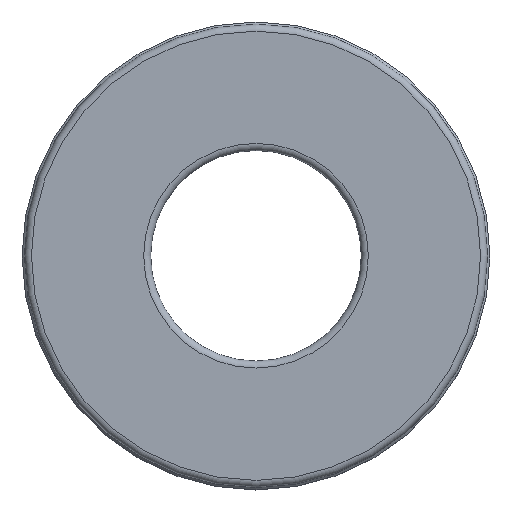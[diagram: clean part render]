
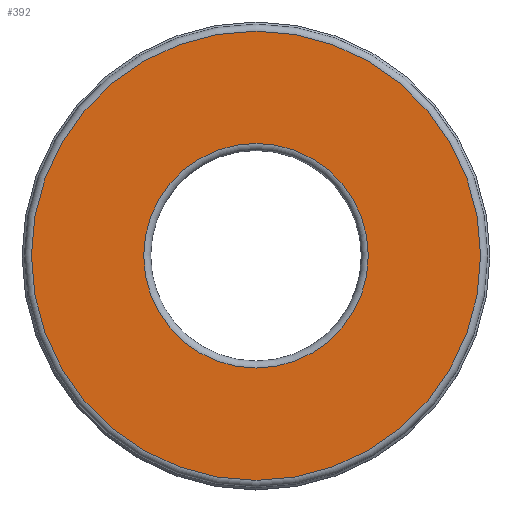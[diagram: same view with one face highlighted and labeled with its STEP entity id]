
A CAD part, top view. The second image highlights one B-rep face of the part: STEP entity #392.
In plain terms, the highlighted planar face has unit normal (0, 0, 1).
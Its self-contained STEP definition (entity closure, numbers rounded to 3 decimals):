
#50=FACE_BOUND('',#142,.T.);
#56=PLANE('',#482);
#108=FACE_OUTER_BOUND('',#141,.T.);
#141=EDGE_LOOP('',(#357));
#142=EDGE_LOOP('',(#358));
#166=CIRCLE('',#459,4.8);
#180=CIRCLE('',#479,9.6);
#209=VERTEX_POINT('',#706);
#220=VERTEX_POINT('',#740);
#248=EDGE_CURVE('',#209,#209,#166,.T.);
#266=EDGE_CURVE('',#220,#220,#180,.T.);
#357=ORIENTED_EDGE('',*,*,#266,.F.);
#358=ORIENTED_EDGE('',*,*,#248,.T.);
#392=ADVANCED_FACE('',(#108,#50),#56,.T.);
#459=AXIS2_PLACEMENT_3D('',#707,#576,#577);
#479=AXIS2_PLACEMENT_3D('',#742,#620,#621);
#482=AXIS2_PLACEMENT_3D('',#745,#626,#627);
#576=DIRECTION('center_axis',(0.,0.,-1.));
#577=DIRECTION('ref_axis',(1.,0.,0.));
#620=DIRECTION('center_axis',(0.,0.,-1.));
#621=DIRECTION('ref_axis',(1.,0.,0.));
#626=DIRECTION('center_axis',(0.,0.,1.));
#627=DIRECTION('ref_axis',(-1.,0.,0.));
#706=CARTESIAN_POINT('',(0.,-4.8,7.));
#707=CARTESIAN_POINT('Origin',(0.,0.,7.));
#740=CARTESIAN_POINT('',(0.,-9.6,7.));
#742=CARTESIAN_POINT('Origin',(0.,0.,7.));
#745=CARTESIAN_POINT('Origin',(7.2,0.,7.));
